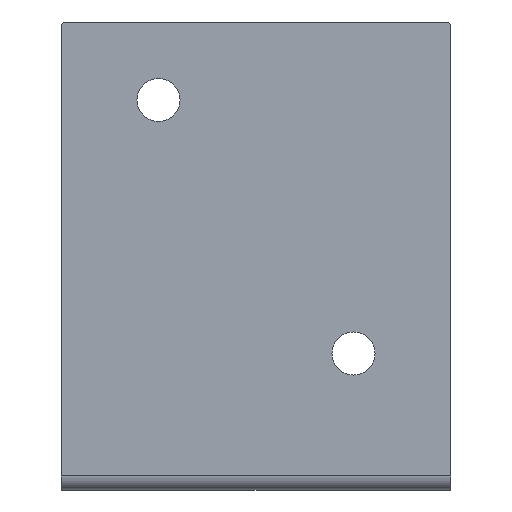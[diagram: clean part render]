
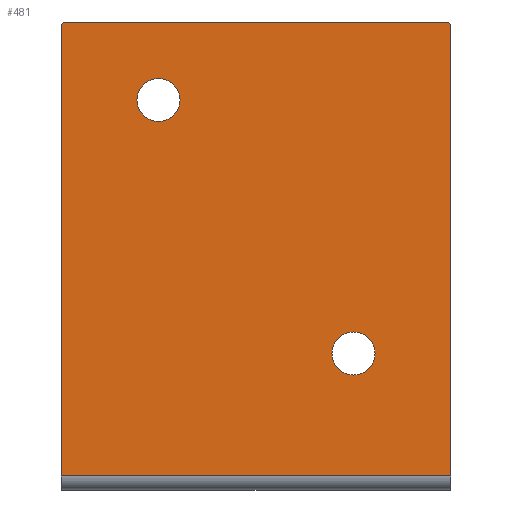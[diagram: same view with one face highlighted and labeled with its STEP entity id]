
A CAD part, left-side view. The second image highlights one B-rep face of the part: STEP entity #481.
In plain terms, the highlighted planar face has unit normal (-1, 0, 0).
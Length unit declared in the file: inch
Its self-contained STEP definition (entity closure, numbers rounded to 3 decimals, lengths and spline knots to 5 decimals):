
#12 = DIRECTION ( 'NONE',  ( 0., 0., -1. ) ) ;
#18 = CARTESIAN_POINT ( 'NONE',  ( -0.03, 0.3125, 1.151 ) ) ;
#23 = LINE ( 'NONE', #310, #105 ) ;
#26 = VECTOR ( 'NONE', #45, 39.37008 ) ;
#41 = DIRECTION ( 'NONE',  ( 0., 0., -1. ) ) ;
#45 = DIRECTION ( 'NONE',  ( 0., -1., 0. ) ) ;
#55 = VERTEX_POINT ( 'NONE', #18 ) ;
#73 = DIRECTION ( 'NONE',  ( -1., 0., 0. ) ) ;
#77 = ORIENTED_EDGE ( 'NONE', *, *, #369, .F. ) ;
#80 = AXIS2_PLACEMENT_3D ( 'NONE', #204, #504, #12 ) ;
#83 = VERTEX_POINT ( 'NONE', #512 ) ;
#91 = CARTESIAN_POINT ( 'NONE',  ( -0.03, -0.625, 0.015 ) ) ;
#97 = AXIS2_PLACEMENT_3D ( 'NONE', #592, #103, #594 ) ;
#103 = DIRECTION ( 'NONE',  ( -1., 0., 0. ) ) ;
#104 = VERTEX_POINT ( 'NONE', #91 ) ;
#105 = VECTOR ( 'NONE', #487, 39.37008 ) ;
#107 = CARTESIAN_POINT ( 'NONE',  ( -0.03, -0.625, -0.03 ) ) ;
#123 = AXIS2_PLACEMENT_3D ( 'NONE', #233, #802, #743 ) ;
#125 = FACE_BOUND ( 'NONE', #207, .T. ) ;
#138 = CARTESIAN_POINT ( 'NONE',  ( -0.03, -0.61, 1.455 ) ) ;
#140 = VERTEX_POINT ( 'NONE', #194 ) ;
#143 = ORIENTED_EDGE ( 'NONE', *, *, #586, .T. ) ;
#157 = DIRECTION ( 'NONE',  ( 0., 0., 1. ) ) ;
#161 = EDGE_CURVE ( 'NONE', #225, #543, #394, .T. ) ;
#174 = DIRECTION ( 'NONE',  ( -1., 0., 0. ) ) ;
#188 = CIRCLE ( 'NONE', #97, 0.069 ) ;
#190 = CARTESIAN_POINT ( 'NONE',  ( -0.03, 0.61, 1.47 ) ) ;
#193 = DIRECTION ( 'NONE',  ( 0., -1., 0. ) ) ;
#194 = CARTESIAN_POINT ( 'NONE',  ( -0.03, -0.625, 1.455 ) ) ;
#198 = ORIENTED_EDGE ( 'NONE', *, *, #425, .F. ) ;
#200 = ORIENTED_EDGE ( 'NONE', *, *, #523, .F. ) ;
#202 = CARTESIAN_POINT ( 'NONE',  ( -0.03, -0.3125, 0.3385 ) ) ;
#204 = CARTESIAN_POINT ( 'NONE',  ( -0.03, -0.3125, 0.4075 ) ) ;
#207 = EDGE_LOOP ( 'NONE', ( #200, #535 ) ) ;
#219 = AXIS2_PLACEMENT_3D ( 'NONE', #540, #174, #751 ) ;
#225 = VERTEX_POINT ( 'NONE', #190 ) ;
#227 = VECTOR ( 'NONE', #157, 39.37008 ) ;
#228 = LINE ( 'NONE', #419, #26 ) ;
#231 = VECTOR ( 'NONE', #193, 39.37008 ) ;
#233 = CARTESIAN_POINT ( 'NONE',  ( -0.03, 0.61, 1.455 ) ) ;
#236 = CIRCLE ( 'NONE', #123, 0.015 ) ;
#245 = EDGE_CURVE ( 'NONE', #140, #543, #354, .T. ) ;
#250 = LINE ( 'NONE', #107, #227 ) ;
#284 = CARTESIAN_POINT ( 'NONE',  ( -0.03, -0.61, 1.47 ) ) ;
#298 = ORIENTED_EDGE ( 'NONE', *, *, #591, .F. ) ;
#307 = EDGE_CURVE ( 'NONE', #610, #502, #772, .T. ) ;
#310 = CARTESIAN_POINT ( 'NONE',  ( -0.03, 0.625, -0.03 ) ) ;
#346 = CIRCLE ( 'NONE', #603, 0.069 ) ;
#348 = DIRECTION ( 'NONE',  ( -1., 0., 0. ) ) ;
#354 = CIRCLE ( 'NONE', #405, 0.015 ) ;
#355 = DIRECTION ( 'NONE',  ( 0., 0., -1. ) ) ;
#367 = CARTESIAN_POINT ( 'NONE',  ( -0.03, 0.625, 1.455 ) ) ;
#369 = EDGE_CURVE ( 'NONE', #55, #83, #606, .T. ) ;
#394 = LINE ( 'NONE', #636, #231 ) ;
#405 = AXIS2_PLACEMENT_3D ( 'NONE', #138, #73, #693 ) ;
#419 = CARTESIAN_POINT ( 'NONE',  ( -0.03, 0.625, 0.015 ) ) ;
#423 = ORIENTED_EDGE ( 'NONE', *, *, #681, .T. ) ;
#425 = EDGE_CURVE ( 'NONE', #795, #810, #23, .T. ) ;
#469 = EDGE_CURVE ( 'NONE', #225, #810, #236, .T. ) ;
#477 = CARTESIAN_POINT ( 'NONE',  ( -0.03, 0.625, -0.03 ) ) ;
#481 = ADVANCED_FACE ( 'NONE', ( #559, #125, #761 ), #670, .F. ) ;
#482 = DIRECTION ( 'NONE',  ( 1., 0., 0. ) ) ;
#487 = DIRECTION ( 'NONE',  ( 0., 0., 1. ) ) ;
#502 = VERTEX_POINT ( 'NONE', #202 ) ;
#504 = DIRECTION ( 'NONE',  ( -1., 0., 0. ) ) ;
#512 = CARTESIAN_POINT ( 'NONE',  ( -0.03, 0.3125, 1.289 ) ) ;
#523 = EDGE_CURVE ( 'NONE', #502, #610, #346, .T. ) ;
#535 = ORIENTED_EDGE ( 'NONE', *, *, #307, .F. ) ;
#540 = CARTESIAN_POINT ( 'NONE',  ( -0.03, 0.3125, 1.22 ) ) ;
#543 = VERTEX_POINT ( 'NONE', #284 ) ;
#557 = ORIENTED_EDGE ( 'NONE', *, *, #469, .T. ) ;
#559 = FACE_BOUND ( 'NONE', #661, .T. ) ;
#586 = EDGE_CURVE ( 'NONE', #104, #140, #250, .T. ) ;
#591 = EDGE_CURVE ( 'NONE', #83, #55, #188, .T. ) ;
#592 = CARTESIAN_POINT ( 'NONE',  ( -0.03, 0.3125, 1.22 ) ) ;
#594 = DIRECTION ( 'NONE',  ( 0., 0., -1. ) ) ;
#600 = CARTESIAN_POINT ( 'NONE',  ( -0.03, -0.3125, 0.4765 ) ) ;
#602 = CARTESIAN_POINT ( 'NONE',  ( -0.03, -0.3125, 0.4075 ) ) ;
#603 = AXIS2_PLACEMENT_3D ( 'NONE', #602, #348, #41 ) ;
#606 = CIRCLE ( 'NONE', #219, 0.069 ) ;
#610 = VERTEX_POINT ( 'NONE', #600 ) ;
#636 = CARTESIAN_POINT ( 'NONE',  ( -0.03, 0.625, 1.47 ) ) ;
#649 = AXIS2_PLACEMENT_3D ( 'NONE', #477, #482, #355 ) ;
#661 = EDGE_LOOP ( 'NONE', ( #77, #298 ) ) ;
#670 = PLANE ( 'NONE',  #649 ) ;
#677 = CARTESIAN_POINT ( 'NONE',  ( -0.03, 0.625, 0.015 ) ) ;
#681 = EDGE_CURVE ( 'NONE', #795, #104, #228, .T. ) ;
#687 = ORIENTED_EDGE ( 'NONE', *, *, #245, .T. ) ;
#693 = DIRECTION ( 'NONE',  ( 0., 0., -1. ) ) ;
#700 = ORIENTED_EDGE ( 'NONE', *, *, #161, .F. ) ;
#714 = EDGE_LOOP ( 'NONE', ( #143, #687, #700, #557, #198, #423 ) ) ;
#743 = DIRECTION ( 'NONE',  ( 0., 0., -1. ) ) ;
#751 = DIRECTION ( 'NONE',  ( 0., 0., -1. ) ) ;
#761 = FACE_OUTER_BOUND ( 'NONE', #714, .T. ) ;
#772 = CIRCLE ( 'NONE', #80, 0.069 ) ;
#795 = VERTEX_POINT ( 'NONE', #677 ) ;
#802 = DIRECTION ( 'NONE',  ( -1., 0., 0. ) ) ;
#810 = VERTEX_POINT ( 'NONE', #367 ) ;
